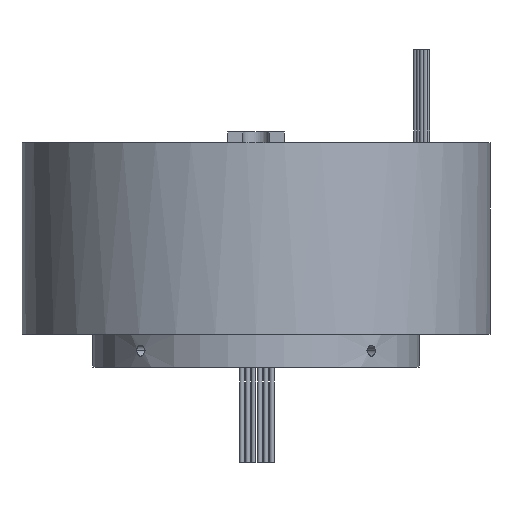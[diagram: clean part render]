
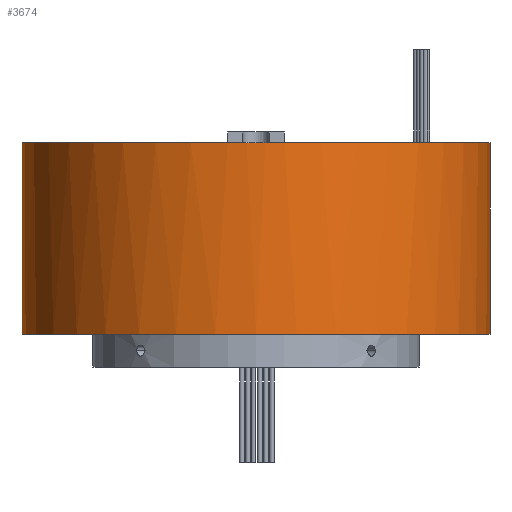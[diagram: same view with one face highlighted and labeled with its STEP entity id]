
A CAD part, front view. The second image highlights one B-rep face of the part: STEP entity #3674.
In plain terms, the highlighted cylindrical face has radius 107.5 mm (diameter 215 mm), a partial arc.
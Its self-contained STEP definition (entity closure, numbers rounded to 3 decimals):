
#217 = CARTESIAN_POINT ( 'NONE',  ( -13., -106.711, 103. ) ) ;
#232 = VECTOR ( 'NONE', #733, 1000. ) ;
#238 = CARTESIAN_POINT ( 'NONE',  ( -107.5, 0., 103. ) ) ;
#319 = CARTESIAN_POINT ( 'NONE',  ( 0., 0., 103. ) ) ;
#338 = AXIS2_PLACEMENT_3D ( 'NONE', #1083, #3569, #1444 ) ;
#391 = CARTESIAN_POINT ( 'NONE',  ( 107.5, 0., 103. ) ) ;
#572 = FACE_OUTER_BOUND ( 'NONE', #1848, .T. ) ;
#581 = CIRCLE ( 'NONE', #338, 107.5 ) ;
#647 = VECTOR ( 'NONE', #3410, 1000. ) ;
#666 = DIRECTION ( 'NONE',  ( 0., 0., 1. ) ) ;
#733 = DIRECTION ( 'NONE',  ( 0., 0., -1. ) ) ;
#748 = VERTEX_POINT ( 'NONE', #217 ) ;
#788 = EDGE_CURVE ( 'NONE', #748, #1831, #2296, .T. ) ;
#1083 = CARTESIAN_POINT ( 'NONE',  ( 0., 0., 103. ) ) ;
#1131 = LINE ( 'NONE', #391, #232 ) ;
#1176 = ORIENTED_EDGE ( 'NONE', *, *, #788, .F. ) ;
#1245 = CARTESIAN_POINT ( 'NONE',  ( 13., -106.711, 103. ) ) ;
#1427 = CYLINDRICAL_SURFACE ( 'NONE', #2099, 107.5 ) ;
#1444 = DIRECTION ( 'NONE',  ( 1., 0., 0. ) ) ;
#1530 = CARTESIAN_POINT ( 'NONE',  ( 107.5, 0., 15. ) ) ;
#1580 = DIRECTION ( 'NONE',  ( 0., 0., 1. ) ) ;
#1763 = AXIS2_PLACEMENT_3D ( 'NONE', #3708, #1580, #4058 ) ;
#1791 = VERTEX_POINT ( 'NONE', #2648 ) ;
#1800 = EDGE_CURVE ( 'NONE', #1791, #748, #3873, .T. ) ;
#1831 = VERTEX_POINT ( 'NONE', #1245 ) ;
#1848 = EDGE_LOOP ( 'NONE', ( #2270, #3913, #1176, #3683, #3809, #3944 ) ) ;
#1993 = CARTESIAN_POINT ( 'NONE',  ( 0., 0., 15. ) ) ;
#2071 = CARTESIAN_POINT ( 'NONE',  ( 0., 0., 103. ) ) ;
#2099 = AXIS2_PLACEMENT_3D ( 'NONE', #2071, #2441, #3843 ) ;
#2270 = ORIENTED_EDGE ( 'NONE', *, *, #4003, .F. ) ;
#2296 = CIRCLE ( 'NONE', #3892, 107.5 ) ;
#2348 = CARTESIAN_POINT ( 'NONE',  ( -107.5, 0., 15. ) ) ;
#2367 = DIRECTION ( 'NONE',  ( 1., 0., 0. ) ) ;
#2441 = DIRECTION ( 'NONE',  ( 0., 0., -1. ) ) ;
#2527 = CIRCLE ( 'NONE', #3293, 107.5 ) ;
#2648 = CARTESIAN_POINT ( 'NONE',  ( -107.5, 0., 103. ) ) ;
#2883 = VERTEX_POINT ( 'NONE', #2348 ) ;
#2894 = EDGE_CURVE ( 'NONE', #1791, #2883, #3468, .T. ) ;
#2904 = EDGE_CURVE ( 'NONE', #2883, #4200, #2527, .T. ) ;
#2974 = CARTESIAN_POINT ( 'NONE',  ( 107.5, 0., 103. ) ) ;
#3164 = EDGE_CURVE ( 'NONE', #1831, #4233, #581, .T. ) ;
#3293 = AXIS2_PLACEMENT_3D ( 'NONE', #1993, #4471, #2367 ) ;
#3410 = DIRECTION ( 'NONE',  ( 0., 0., -1. ) ) ;
#3468 = LINE ( 'NONE', #238, #647 ) ;
#3569 = DIRECTION ( 'NONE',  ( 0., 0., 1. ) ) ;
#3674 = ADVANCED_FACE ( 'NONE', ( #572 ), #1427, .T. ) ;
#3683 = ORIENTED_EDGE ( 'NONE', *, *, #1800, .F. ) ;
#3708 = CARTESIAN_POINT ( 'NONE',  ( 0., 0., 103. ) ) ;
#3809 = ORIENTED_EDGE ( 'NONE', *, *, #2894, .T. ) ;
#3839 = DIRECTION ( 'NONE',  ( 1., 0., 0. ) ) ;
#3843 = DIRECTION ( 'NONE',  ( -1., 0., 0. ) ) ;
#3873 = CIRCLE ( 'NONE', #1763, 107.5 ) ;
#3892 = AXIS2_PLACEMENT_3D ( 'NONE', #319, #666, #3839 ) ;
#3913 = ORIENTED_EDGE ( 'NONE', *, *, #3164, .F. ) ;
#3944 = ORIENTED_EDGE ( 'NONE', *, *, #2904, .T. ) ;
#4003 = EDGE_CURVE ( 'NONE', #4233, #4200, #1131, .T. ) ;
#4058 = DIRECTION ( 'NONE',  ( 1., 0., 0. ) ) ;
#4200 = VERTEX_POINT ( 'NONE', #1530 ) ;
#4233 = VERTEX_POINT ( 'NONE', #2974 ) ;
#4471 = DIRECTION ( 'NONE',  ( 0., 0., 1. ) ) ;
